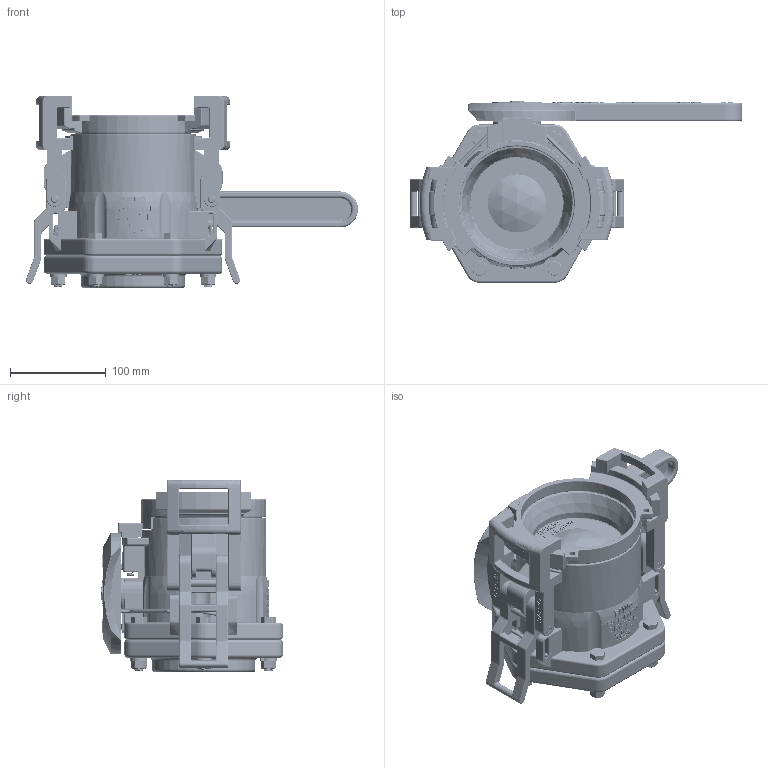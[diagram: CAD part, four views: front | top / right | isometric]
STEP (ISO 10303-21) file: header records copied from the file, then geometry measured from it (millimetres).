
FILE_DESCRIPTION((''),'2;1');
FILE_NAME('DM300DFP.stp','2012-10-19T09:22:17',('areid'),(''),'Autodesk Inventor 2012','Autodesk Inventor 2012','');
FILE_SCHEMA(('AUTOMOTIVE_DESIGN { 1 0 10303 214 1 1 1 1 }'));
Length unit declared in the file: inch
Products named in the file (32): DM300DFP; DM35254F; DM35254FX; V35255A; V35255AM; V35255AY; V35255AX; V35264; VX35264; V25060; VS25151C; VS25151B; V25151BX; A020V; V35265; DM35258; DM35294; DM35288F; DM35281; DM35153F; V25121; V25020; V35258A; DM35289; DM35009; DM35010; GP038200; GP0516300; V20019; V20010SS; V20018; DM300PL
Assembly tree (52 placements, depth 5):
  DM300DFP
    DM35254F
      DM35254FX
    V35255A
      V35255AM
        V35255AY
          V35255AX
    V35264
      VX35264
    V25060  x2
    VS25151C
      VS25151B
        V25151BX
    A020V  x2
    V35265
    DM35258
    DM35294
    DM35288F
    DM35281
    DM35153F
    V25121
    V25020
    V35258A
    DM35289
    DM35009  x2
    DM35010  x2
    GP038200  x2
    GP0516300  x2
    V20019  x6
    V20010SS  x6
    V20018  x6
    DM300PL
Bounding box: 346.36 x 189.31 x 201.17 mm (x, y, z)
Volume: 2213339.7 mm3; surface area: 607566.2 mm2
Topology: 45 solids, 45 shells, 6044 faces, 14587 edges, 8750 vertices
Faces by surface type: plane 1771, cylinder 1647, bspline 1233, cone 665, torus 584, sphere 144
Full cylindrical faces by diameter (mm): 3.81 x12, 6.35 x2, 7.62 x2, 7.798 x1, 7.899 x2, 7.95 x1, 8.001 x4, 8.128 x4, 9.525 x3, 9.652 x4, 9.779 x2, 10.312 x1, 11.176 x12, 14.275 x1, 25.4 x2, 25.527 x3, 25.806 x1, 31.75 x3, 42.545 x1, 74.168 x1, 76.2 x2, 78.74 x1, 81.026 x2, 81.585 x1, 82.55 x1, 86.665 x1, 88.646 x2, 96.52 x1, 97.155 x1, 97.79 x1
Entity records: 192117 total; most frequent: CARTESIAN_POINT 95502, ORIENTED_EDGE 20998, DIRECTION 17527, EDGE_CURVE 10499, VERTEX_POINT 6559, AXIS2_PLACEMENT_3D 6324, VECTOR 4879, LINE 4879
